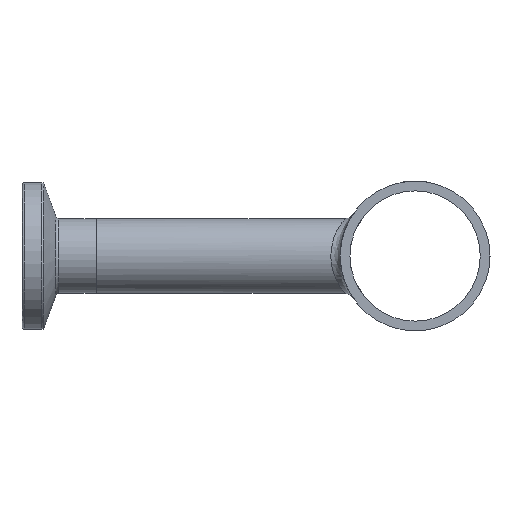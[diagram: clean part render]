
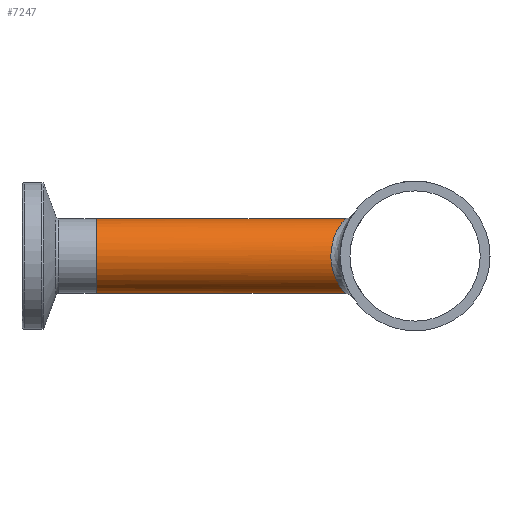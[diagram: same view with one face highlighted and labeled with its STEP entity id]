
A CAD part, left-side view. The second image highlights one B-rep face of the part: STEP entity #7247.
In plain terms, the highlighted cylindrical face has radius 6.35 mm (diameter 12.7 mm), a full revolution.
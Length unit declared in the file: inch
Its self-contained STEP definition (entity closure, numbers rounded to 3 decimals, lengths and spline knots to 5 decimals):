
#142=FACE_BOUND('',#1338,.T.);
#898=FACE_OUTER_BOUND('',#1337,.T.);
#1337=EDGE_LOOP('',(#6714));
#1338=EDGE_LOOP('',(#6715));
#2508=CIRCLE('',#7682,0.25);
#2864=B_SPLINE_CURVE_WITH_KNOTS('',3,(#15803,#15804,#15805,#15806,#15807,
#15808,#15809,#15810,#15811,#15812,#15813,#15814,#15815,#15816,#15817,#15818,
#15819,#15820,#15821,#15822),.UNSPECIFIED.,.T.,.F.,(4,1,1,1,1,1,1,1,1,1,
1,1,1,1,1,1,1,4),(0.,0.27896,0.41844,0.55792,
0.83687,1.11583,1.3018,1.48777,1.67375,
1.85972,2.04569,2.23166,2.51062,2.78958,
3.06853,3.34749,3.62645,3.90541),
 .UNSPECIFIED.);
#3560=VERTEX_POINT('',#15699);
#3561=VERTEX_POINT('',#15801);
#4619=EDGE_CURVE('',#3560,#3560,#2508,.T.);
#4621=EDGE_CURVE('',#3561,#3561,#2864,.T.);
#6714=ORIENTED_EDGE('',*,*,#4619,.T.);
#6715=ORIENTED_EDGE('',*,*,#4621,.F.);
#6796=CYLINDRICAL_SURFACE('',#7684,0.25);
#7247=ADVANCED_FACE('',(#898,#142),#6796,.T.);
#7682=AXIS2_PLACEMENT_3D('',#15700,#9051,#9052);
#7684=AXIS2_PLACEMENT_3D('',#15823,#9055,#9056);
#9051=DIRECTION('center_axis',(0.,-1.,0.));
#9052=DIRECTION('ref_axis',(1.,0.,0.));
#9055=DIRECTION('center_axis',(0.,-1.,0.));
#9056=DIRECTION('ref_axis',(1.,0.,0.));
#15699=CARTESIAN_POINT('',(-0.25,2.125,0.));
#15700=CARTESIAN_POINT('Origin',(0.,2.125,0.));
#15801=CARTESIAN_POINT('',(0.,0.46771,0.25));
#15803=CARTESIAN_POINT('Ctrl Pts',(0.00002,0.46764,
0.25003));
#15804=CARTESIAN_POINT('Ctrl Pts',(-0.03807,0.46762,
0.25005));
#15805=CARTESIAN_POINT('Ctrl Pts',(-0.09527,0.47969,
0.23643));
#15806=CARTESIAN_POINT('Ctrl Pts',(-0.15733,0.50662,
0.1968));
#15807=CARTESIAN_POINT('Ctrl Pts',(-0.20942,0.53479,
0.14503));
#15808=CARTESIAN_POINT('Ctrl Pts',(-0.25199,0.56385,
0.0594));
#15809=CARTESIAN_POINT('Ctrl Pts',(-0.25212,0.56389,
-0.04618));
#15810=CARTESIAN_POINT('Ctrl Pts',(-0.21878,0.54129,
-0.12833));
#15811=CARTESIAN_POINT('Ctrl Pts',(-0.17238,0.51378,
-0.18598));
#15812=CARTESIAN_POINT('Ctrl Pts',(-0.11144,0.48581,
-0.22787));
#15813=CARTESIAN_POINT('Ctrl Pts',(-0.03894,0.46694,
-0.25095));
#15814=CARTESIAN_POINT('Ctrl Pts',(0.03892,0.46696,
-0.25095));
#15815=CARTESIAN_POINT('Ctrl Pts',(0.12356,0.48902,
-0.22397));
#15816=CARTESIAN_POINT('Ctrl Pts',(0.20085,0.52905,
-0.16204));
#15817=CARTESIAN_POINT('Ctrl Pts',(0.25202,0.56388,
-0.05953));
#15818=CARTESIAN_POINT('Ctrl Pts',(0.25209,0.56379,
0.0595));
#15819=CARTESIAN_POINT('Ctrl Pts',(0.2007,0.52915,
0.16206));
#15820=CARTESIAN_POINT('Ctrl Pts',(0.11422,0.48381,
0.23179));
#15821=CARTESIAN_POINT('Ctrl Pts',(0.03811,0.46765,
0.25002));
#15822=CARTESIAN_POINT('Ctrl Pts',(0.00002,0.46764,
0.25003));
#15823=CARTESIAN_POINT('Origin',(0.,2.125,0.));
